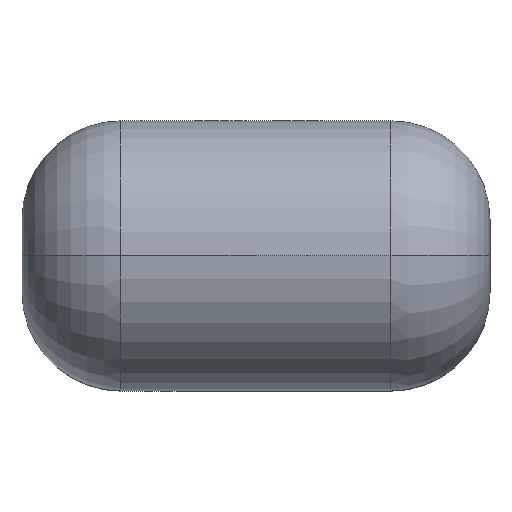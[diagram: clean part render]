
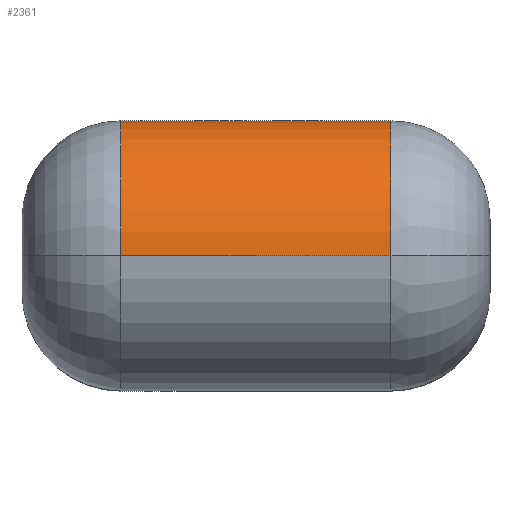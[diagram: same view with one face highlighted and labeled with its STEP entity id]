
A CAD part, top view. The second image highlights one B-rep face of the part: STEP entity #2361.
In plain terms, the highlighted cylindrical face has radius 3.75 mm (diameter 7.5 mm), a partial arc.
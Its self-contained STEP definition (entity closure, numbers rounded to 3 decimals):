
#5 = CARTESIAN_POINT ( 'NONE',  ( -3.75, 0., 13. ) ) ;
#525 = AXIS2_PLACEMENT_3D ( 'NONE', #939, #8778, #5654 ) ;
#866 = VECTOR ( 'NONE', #995, 1000. ) ;
#939 = CARTESIAN_POINT ( 'NONE',  ( 3.75, 0., 9.25 ) ) ;
#995 = DIRECTION ( 'NONE',  ( -1., 0., 0. ) ) ;
#1801 = AXIS2_PLACEMENT_3D ( 'NONE', #3577, #8309, #12200 ) ;
#2361 = ADVANCED_FACE ( 'NONE', ( #7110 ), #10166, .T. ) ;
#3577 = CARTESIAN_POINT ( 'NONE',  ( 0., 0., 9.25 ) ) ;
#3695 = ORIENTED_EDGE ( 'NONE', *, *, #10224, .F. ) ;
#3919 = EDGE_LOOP ( 'NONE', ( #3695, #7921, #5627, #6001 ) ) ;
#3938 = CARTESIAN_POINT ( 'NONE',  ( -6.5, 3.75, 9.25 ) ) ;
#4763 = CIRCLE ( 'NONE', #525, 3.75 ) ;
#4833 = LINE ( 'NONE', #3938, #10760 ) ;
#5000 = VERTEX_POINT ( 'NONE', #5168 ) ;
#5046 = VERTEX_POINT ( 'NONE', #5287 ) ;
#5168 = CARTESIAN_POINT ( 'NONE',  ( 3.75, 0., 13. ) ) ;
#5287 = CARTESIAN_POINT ( 'NONE',  ( 3.75, 3.75, 9.25 ) ) ;
#5627 = ORIENTED_EDGE ( 'NONE', *, *, #9604, .F. ) ;
#5654 = DIRECTION ( 'NONE',  ( 0., 0., 1. ) ) ;
#6001 = ORIENTED_EDGE ( 'NONE', *, *, #11542, .T. ) ;
#6066 = AXIS2_PLACEMENT_3D ( 'NONE', #6224, #6276, #9198 ) ;
#6224 = CARTESIAN_POINT ( 'NONE',  ( -3.75, 0., 9.25 ) ) ;
#6276 = DIRECTION ( 'NONE',  ( 1., 0., 0. ) ) ;
#6561 = VERTEX_POINT ( 'NONE', #9611 ) ;
#6785 = LINE ( 'NONE', #6908, #866 ) ;
#6908 = CARTESIAN_POINT ( 'NONE',  ( 0., 0., 13. ) ) ;
#7019 = EDGE_CURVE ( 'NONE', #6561, #9504, #11544, .T. ) ;
#7110 = FACE_OUTER_BOUND ( 'NONE', #3919, .T. ) ;
#7921 = ORIENTED_EDGE ( 'NONE', *, *, #7019, .T. ) ;
#8309 = DIRECTION ( 'NONE',  ( -1., 0., 0. ) ) ;
#8778 = DIRECTION ( 'NONE',  ( -1., 0., 0. ) ) ;
#9198 = DIRECTION ( 'NONE',  ( 0., 0., -1. ) ) ;
#9504 = VERTEX_POINT ( 'NONE', #5 ) ;
#9604 = EDGE_CURVE ( 'NONE', #5000, #9504, #6785, .T. ) ;
#9611 = CARTESIAN_POINT ( 'NONE',  ( -3.75, 3.75, 9.25 ) ) ;
#9873 = DIRECTION ( 'NONE',  ( 1., 0., 0. ) ) ;
#10166 = CYLINDRICAL_SURFACE ( 'NONE', #1801, 3.75 ) ;
#10224 = EDGE_CURVE ( 'NONE', #6561, #5046, #4833, .T. ) ;
#10760 = VECTOR ( 'NONE', #9873, 1000. ) ;
#11542 = EDGE_CURVE ( 'NONE', #5000, #5046, #4763, .T. ) ;
#11544 = CIRCLE ( 'NONE', #6066, 3.75 ) ;
#12200 = DIRECTION ( 'NONE',  ( 0., 0., 1. ) ) ;
